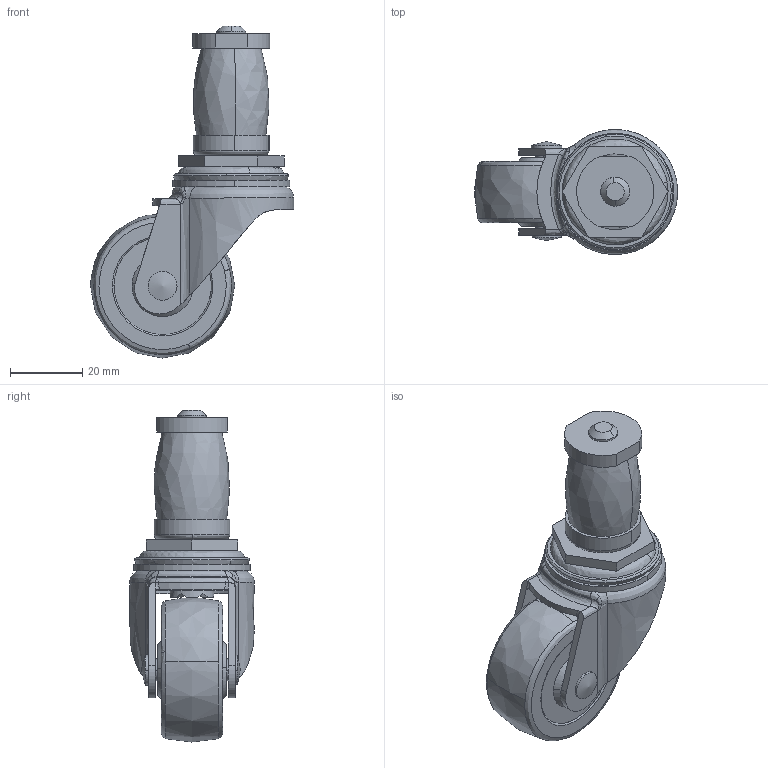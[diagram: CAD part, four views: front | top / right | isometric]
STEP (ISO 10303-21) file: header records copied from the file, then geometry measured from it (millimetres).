
FILE_DESCRIPTION((''),'2;1');
FILE_NAME('','2005-12-15T16:29:59',(''),(''),'','CADfix','');
FILE_SCHEMA(('AUTOMOTIVE_DESIGN'));
Length unit declared in the file: millimetre
Products named in the file (5): wheel; main shaft; body; axle; No_202_d21_21167_36
Assembly tree (4 placements, depth 2):
  No_202_d21_21167_36
    wheel
    main shaft
    body
    axle
Bounding box: 56.29 x 34.59 x 92 mm (x, y, z)
Volume: 40240.2 mm3; surface area: 17178.2 mm2
Topology: 4 solids, 5 shells, 182 faces, 532 edges, 376 vertices
Faces by surface type: bspline 182
Entity records: 8181 total; most frequent: CARTESIAN_POINT 5243, ORIENTED_EDGE 1060, EDGE_CURVE 530, VERTEX_POINT 376, EDGE_LOOP 208, FACE_OUTER_BOUND 181, ADVANCED_FACE 181, QUASI_UNIFORM_CURVE 131
